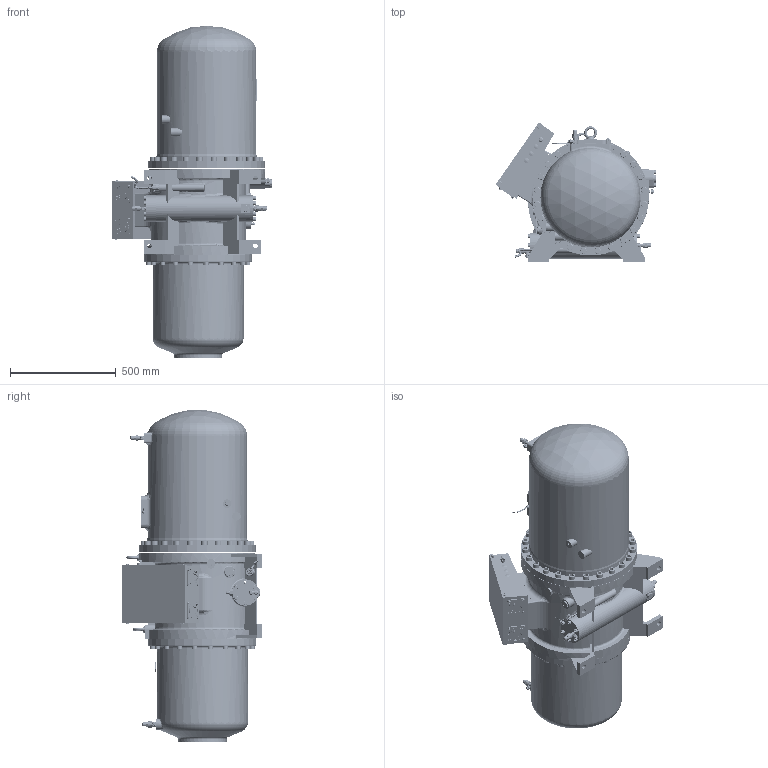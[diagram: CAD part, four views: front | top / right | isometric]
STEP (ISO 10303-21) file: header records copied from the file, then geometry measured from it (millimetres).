
FILE_DESCRIPTION(/* description */ ('STEP AP203'),/* implementation_level */ '2;1');
FILE_NAME(/* name */ 'RC2-620A&B outline.STEP',/* time_stamp */ '2017-06-26T16:49:23-04:00',/* author */ ('Ian L Mitchell'),/* organization */ (''),/* preprocessor_version */ 'ST-DEVELOPER v16.5',/* originating_system */ 'Autodesk Inventor 2017',/* authorisation */ '');
FILE_SCHEMA (('AUTOMOTIVE_DESIGN { 1 0 10303 214 3 1 1 }'));
Length unit declared in the file: centimetre
Products named in the file (1): RC2-620A&B outline
Bounding box: 759.39 x 658.25 x 1567.66 mm (x, y, z)
Surface area: 5300374.1 mm2 (no closed solid volume)
Topology: 0 solids, 323 shells, 2441 faces, 9289 edges, 6955 vertices
Faces by surface type: plane 1418, cylinder 643, torus 172, bspline 119, cone 70, sphere 19
Full cylindrical faces by diameter (mm): 2 x4, 2.991 x2, 3 x1, 3.3 x2, 4 x1, 4.5 x1, 5 x1, 6.5 x4, 6.7 x1, 7 x15, 8.5 x2, 10 x1, 10.2 x1, 11 x12, 12 x3, 13 x1, 13.157 x2, 13.7 x2, 14 x10, 14.88 x3, 16 x14, 17 x4, 17.5 x9, 17.7 x1, 18 x30, 20 x4, 20.2 x1, 20.5 x2, 21.5 x1, 22 x8
Entity records: 138988 total; most frequent: CARTESIAN_POINT 64021, DIRECTION 15438, ORIENTED_EDGE 12526, EDGE_CURVE 8751, VERTEX_POINT 6854, AXIS2_PLACEMENT_3D 5292, LINE 4854, VECTOR 4854
